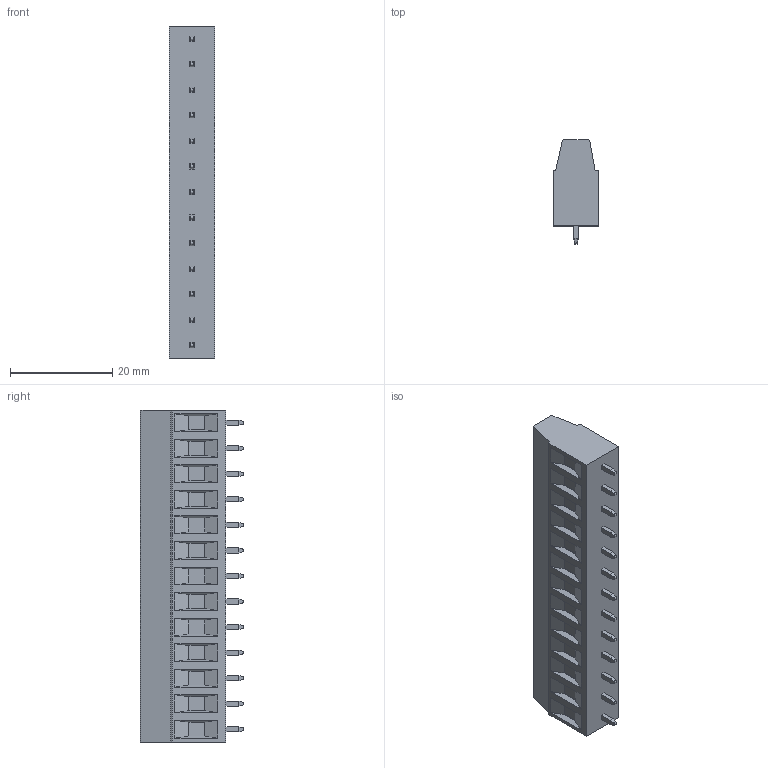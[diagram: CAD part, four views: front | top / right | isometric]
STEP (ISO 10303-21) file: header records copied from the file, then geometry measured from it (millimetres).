
FILE_DESCRIPTION((''),'2;1');
FILE_NAME('PRT0050','2024-11-02T',('yanfa'),(''),'PRO/ENGINEER BY PARAMETRIC TECHNOLOGY CORPORATION, 2009280','PRO/ENGINEER BY PARAMETRIC TECHNOLOGY CORPORATION, 2009280','');
FILE_SCHEMA(('AUTOMOTIVE_DESIGN_CC2 { 1 2 10303 214 -1 1 5 2 }'));
Length unit declared in the file: millimetre
Products named in the file (1): PRT0050
Bounding box: 8.9 x 20.3 x 65 mm (x, y, z)
Volume: 8244.9 mm3; surface area: 4498.2 mm2
Topology: 1 solids, 1 shells, 508 faces, 1154 edges, 700 vertices
Faces by surface type: plane 309, cylinder 121, cone 52, torus 26
Entity records: 14278 total; most frequent: CARTESIAN_POINT 2817, DIRECTION 2386, ORIENTED_EDGE 2308, EDGE_CURVE 1154, AXIS2_PLACEMENT_3D 802, VECTOR 782, LINE 782, VERTEX_POINT 700
